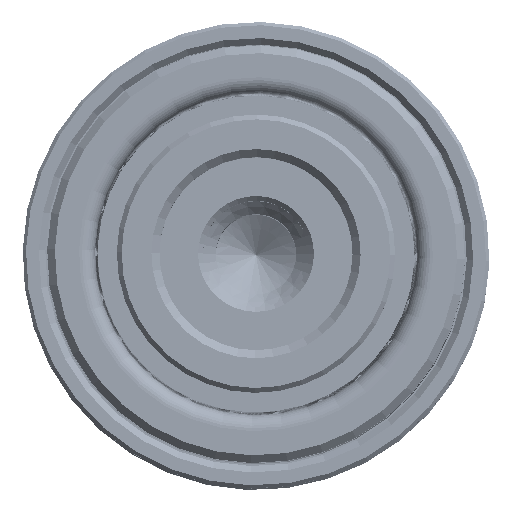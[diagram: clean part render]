
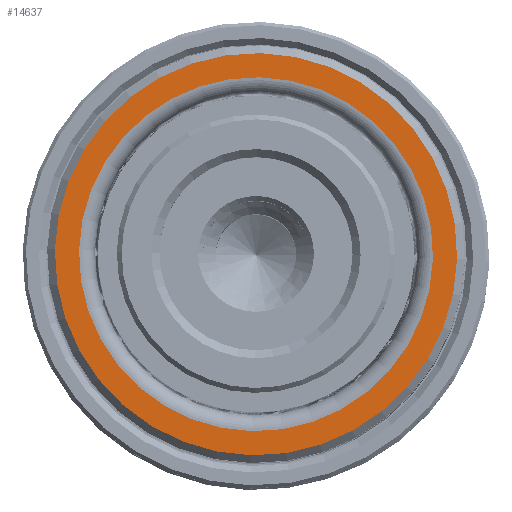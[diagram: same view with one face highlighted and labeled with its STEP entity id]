
A CAD part, top view. The second image highlights one B-rep face of the part: STEP entity #14637.
In plain terms, the highlighted planar face has unit normal (0, 0, 1).
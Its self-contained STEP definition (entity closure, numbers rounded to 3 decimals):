
#1047 = CIRCLE ( 'NONE', #34973, 12.5 ) ;
#1052 = DIRECTION ( 'NONE',  ( 0., 0., 1. ) ) ;
#2023 = CIRCLE ( 'NONE', #32807, 12.5 ) ;
#2481 = CARTESIAN_POINT ( 'NONE',  ( 0., 0., 40. ) ) ;
#2649 = VERTEX_POINT ( 'NONE', #20192 ) ;
#5454 = DIRECTION ( 'NONE',  ( 1., 0., 0. ) ) ;
#6597 = CIRCLE ( 'NONE', #27829, 11. ) ;
#7587 = EDGE_CURVE ( 'NONE', #20524, #17288, #2023, .T. ) ;
#7834 = CIRCLE ( 'NONE', #25354, 11. ) ;
#8802 = DIRECTION ( 'NONE',  ( 0., 0., 1. ) ) ;
#9255 = CARTESIAN_POINT ( 'NONE',  ( 11., 0., 40. ) ) ;
#10320 = CARTESIAN_POINT ( 'NONE',  ( -12.5, 0., 40. ) ) ;
#13606 = FACE_OUTER_BOUND ( 'NONE', #22023, .T. ) ;
#14637 = ADVANCED_FACE ( 'NONE', ( #34567, #13606 ), #18497, .T. ) ;
#15019 = DIRECTION ( 'NONE',  ( 0., 0., -1. ) ) ;
#15287 = DIRECTION ( 'NONE',  ( 0., 0., 1. ) ) ;
#15949 = AXIS2_PLACEMENT_3D ( 'NONE', #29852, #1052, #21362 ) ;
#16548 = EDGE_LOOP ( 'NONE', ( #31330, #19908 ) ) ;
#17288 = VERTEX_POINT ( 'NONE', #32821 ) ;
#18262 = VERTEX_POINT ( 'NONE', #9255 ) ;
#18497 = PLANE ( 'NONE',  #15949 ) ;
#19134 = ORIENTED_EDGE ( 'NONE', *, *, #7587, .T. ) ;
#19908 = ORIENTED_EDGE ( 'NONE', *, *, #21336, .T. ) ;
#20192 = CARTESIAN_POINT ( 'NONE',  ( -11., 0., 40. ) ) ;
#20524 = VERTEX_POINT ( 'NONE', #10320 ) ;
#21336 = EDGE_CURVE ( 'NONE', #2649, #18262, #7834, .T. ) ;
#21362 = DIRECTION ( 'NONE',  ( 1., 0., 0. ) ) ;
#22023 = EDGE_LOOP ( 'NONE', ( #19134, #32942 ) ) ;
#22732 = DIRECTION ( 'NONE',  ( 0., 0., -1. ) ) ;
#25354 = AXIS2_PLACEMENT_3D ( 'NONE', #2481, #22732, #5454 ) ;
#26022 = CARTESIAN_POINT ( 'NONE',  ( 0., 0., 40. ) ) ;
#27829 = AXIS2_PLACEMENT_3D ( 'NONE', #32102, #15019, #34941 ) ;
#28864 = DIRECTION ( 'NONE',  ( 1., 0., 0. ) ) ;
#29852 = CARTESIAN_POINT ( 'NONE',  ( 0., 0., 40. ) ) ;
#31330 = ORIENTED_EDGE ( 'NONE', *, *, #36101, .T. ) ;
#32102 = CARTESIAN_POINT ( 'NONE',  ( 0., 0., 40. ) ) ;
#32369 = CARTESIAN_POINT ( 'NONE',  ( 0., 0., 40. ) ) ;
#32807 = AXIS2_PLACEMENT_3D ( 'NONE', #32369, #15287, #35204 ) ;
#32821 = CARTESIAN_POINT ( 'NONE',  ( 12.5, 0., 40. ) ) ;
#32942 = ORIENTED_EDGE ( 'NONE', *, *, #35243, .T. ) ;
#34567 = FACE_BOUND ( 'NONE', #16548, .T. ) ;
#34941 = DIRECTION ( 'NONE',  ( 1., 0., 0. ) ) ;
#34973 = AXIS2_PLACEMENT_3D ( 'NONE', #26022, #8802, #28864 ) ;
#35204 = DIRECTION ( 'NONE',  ( 1., 0., 0. ) ) ;
#35243 = EDGE_CURVE ( 'NONE', #17288, #20524, #1047, .T. ) ;
#36101 = EDGE_CURVE ( 'NONE', #18262, #2649, #6597, .T. ) ;
